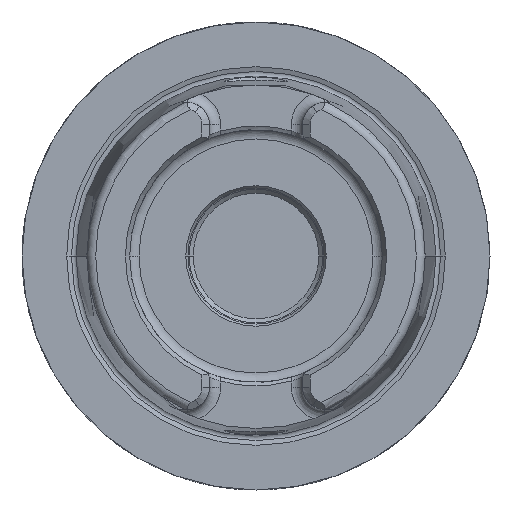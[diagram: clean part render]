
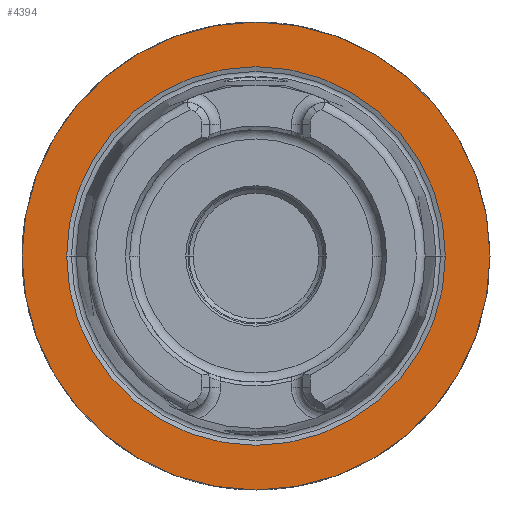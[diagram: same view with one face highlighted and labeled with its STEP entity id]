
A CAD part, left-side view. The second image highlights one B-rep face of the part: STEP entity #4394.
In plain terms, the highlighted planar face has unit normal (-1, 0, 0).
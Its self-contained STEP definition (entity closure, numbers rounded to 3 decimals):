
#1068=CARTESIAN_POINT('',(0.,0.,0.));
#1069=DIRECTION('',(1.,0.,0.));
#1070=DIRECTION('',(0.,1.,0.));
#1071=AXIS2_PLACEMENT_3D('',#1068,#1069,#1070);
#1073=CARTESIAN_POINT('',(0.,0.,0.));
#1074=DIRECTION('',(-1.,0.,0.));
#1075=DIRECTION('',(0.,1.,0.));
#1076=AXIS2_PLACEMENT_3D('',#1073,#1074,#1075);
#1078=CARTESIAN_POINT('',(0.,0.,0.));
#1079=DIRECTION('',(-1.,0.,0.));
#1080=DIRECTION('',(0.,-1.,0.));
#1081=AXIS2_PLACEMENT_3D('',#1078,#1079,#1080);
#1083=CARTESIAN_POINT('',(0.,0.,0.));
#1084=DIRECTION('',(-1.,0.,0.));
#1085=DIRECTION('',(0.,1.,0.));
#1086=AXIS2_PLACEMENT_3D('',#1083,#1084,#1085);
#2651=CARTESIAN_POINT('',(0.,31.5,0.));
#2652=CARTESIAN_POINT('',(0.,-31.5,0.));
#2653=VERTEX_POINT('',#2651);
#2654=VERTEX_POINT('',#2652);
#2679=CARTESIAN_POINT('',(0.,-25.49,0.));
#2680=VERTEX_POINT('',#2679);
#2681=CARTESIAN_POINT('',(0.,25.49,0.));
#2682=VERTEX_POINT('',#2681);
#4379=CARTESIAN_POINT('',(0.,0.,0.));
#4380=DIRECTION('',(1.,0.,0.));
#4381=DIRECTION('',(0.,-1.,0.));
#4382=AXIS2_PLACEMENT_3D('',#4379,#4380,#4381);
#4383=PLANE('',#4382);
#4385=ORIENTED_EDGE('',*,*,#4384,.T.);
#4387=ORIENTED_EDGE('',*,*,#4386,.F.);
#4388=EDGE_LOOP('',(#4385,#4387));
#4389=FACE_OUTER_BOUND('',#4388,.F.);
#4390=ORIENTED_EDGE('',*,*,#4374,.T.);
#4391=ORIENTED_EDGE('',*,*,#4358,.T.);
#4392=EDGE_LOOP('',(#4390,#4391));
#4393=FACE_BOUND('',#4392,.F.);
#4394=ADVANCED_FACE('',(#4389,#4393),#4383,.F.);
#1072=CIRCLE('',#1071,31.5);
#1077=CIRCLE('',#1076,31.5);
#1082=CIRCLE('',#1081,25.49);
#1087=CIRCLE('',#1086,25.49);
#4358=EDGE_CURVE('',#2682,#2680,#1087,.T.);
#4374=EDGE_CURVE('',#2680,#2682,#1082,.T.);
#4384=EDGE_CURVE('',#2653,#2654,#1072,.T.);
#4386=EDGE_CURVE('',#2653,#2654,#1077,.T.);
